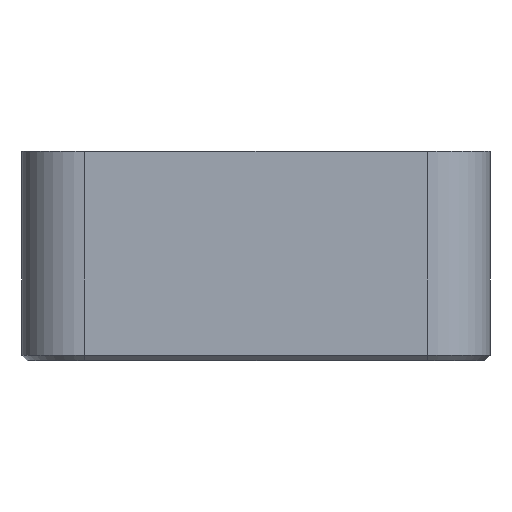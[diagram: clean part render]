
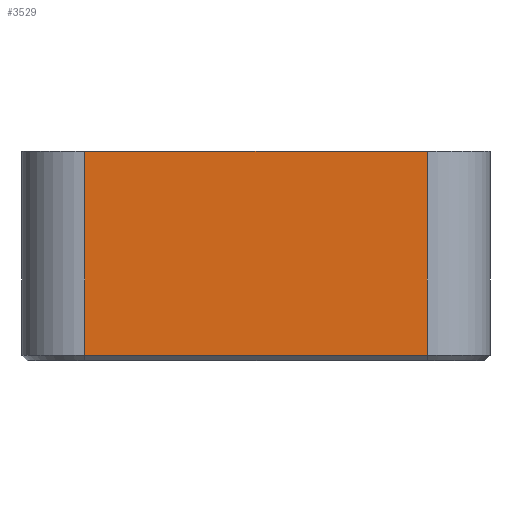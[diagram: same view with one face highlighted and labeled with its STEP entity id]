
A CAD part, front view. The second image highlights one B-rep face of the part: STEP entity #3529.
In plain terms, the highlighted planar face has unit normal (0, -1, 0).
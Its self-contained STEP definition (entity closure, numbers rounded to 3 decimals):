
#254=PLANE('',#3956);
#440=FACE_OUTER_BOUND('',#784,.T.);
#784=EDGE_LOOP('',(#3237,#3238,#3239,#3240));
#950=LINE('',#5966,#1182);
#1014=LINE('',#6151,#1246);
#1016=LINE('',#6156,#1248);
#1017=LINE('',#6158,#1249);
#1182=VECTOR('',#4792,10.);
#1246=VECTOR('',#5004,10.);
#1248=VECTOR('',#5012,10.);
#1249=VECTOR('',#5015,10.);
#1744=VERTEX_POINT('',#5960);
#1745=VERTEX_POINT('',#5964);
#1791=VERTEX_POINT('',#6148);
#1792=VERTEX_POINT('',#6150);
#2182=EDGE_CURVE('',#1744,#1745,#950,.T.);
#2272=EDGE_CURVE('',#1791,#1792,#1014,.T.);
#2275=EDGE_CURVE('',#1744,#1792,#1016,.T.);
#2276=EDGE_CURVE('',#1745,#1791,#1017,.T.);
#3237=ORIENTED_EDGE('',*,*,#2182,.F.);
#3238=ORIENTED_EDGE('',*,*,#2275,.T.);
#3239=ORIENTED_EDGE('',*,*,#2272,.F.);
#3240=ORIENTED_EDGE('',*,*,#2276,.F.);
#3529=ADVANCED_FACE('',(#440),#254,.T.);
#3956=AXIS2_PLACEMENT_3D('',#6157,#5013,#5014);
#4792=DIRECTION('',(-1.,0.,0.));
#5004=DIRECTION('',(1.,0.,0.));
#5012=DIRECTION('',(0.,0.,1.));
#5013=DIRECTION('center_axis',(0.,-1.,0.));
#5014=DIRECTION('ref_axis',(1.,0.,0.));
#5015=DIRECTION('',(0.,0.,1.));
#5960=CARTESIAN_POINT('',(-6.,0.,-19.5));
#5964=CARTESIAN_POINT('',(-38.76,0.,-19.5));
#5966=CARTESIAN_POINT('',(-30.57,0.,-19.5));
#6148=CARTESIAN_POINT('',(-38.76,0.,0.));
#6150=CARTESIAN_POINT('',(-6.,0.,0.));
#6151=CARTESIAN_POINT('',(-30.57,0.,0.));
#6156=CARTESIAN_POINT('',(-6.,0.,-20.));
#6157=CARTESIAN_POINT('Origin',(-38.76,0.,-20.));
#6158=CARTESIAN_POINT('',(-38.76,0.,-20.));
